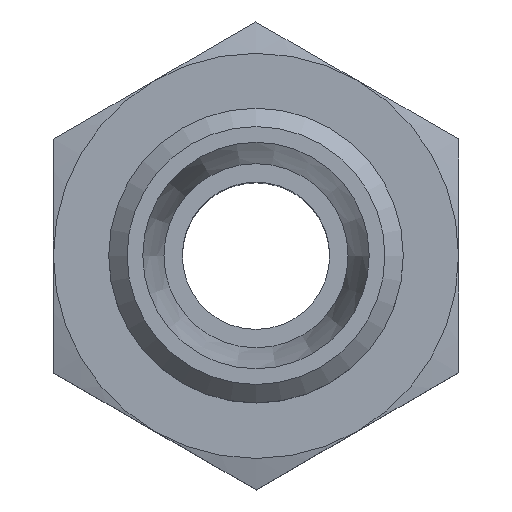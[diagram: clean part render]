
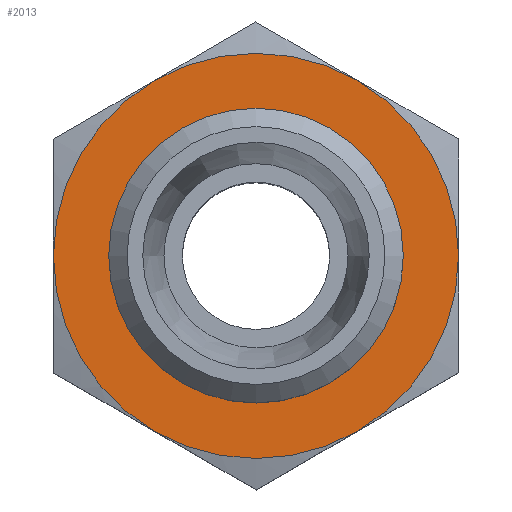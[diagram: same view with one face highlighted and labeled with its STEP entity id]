
A CAD part, top view. The second image highlights one B-rep face of the part: STEP entity #2013.
In plain terms, the highlighted planar face has unit normal (0, 0, 1).
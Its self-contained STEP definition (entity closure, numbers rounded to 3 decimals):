
#1463=CARTESIAN_POINT('',(0.07,-0.488,20.5));
#1464=VERTEX_POINT('',#1463);
#1517=CARTESIAN_POINT('',(5.565,9.041,20.5));
#1518=VERTEX_POINT('',#1517);
#1532=CARTESIAN_POINT('',(5.565,9.035,20.5));
#1533=VERTEX_POINT('',#1532);
#1534=CARTESIAN_POINT('',(5.565,9.041,20.5));
#1535=DIRECTION('',(0.001,-1.,0.0));
#1536=VECTOR('',#1535,0.006);
#1537=LINE('',#1534,#1536);
#1538=EDGE_CURVE('',#1518,#1533,#1537,.T.);
#1591=CARTESIAN_POINT('',(0.059,18.564,20.5));
#1592=VERTEX_POINT('',#1591);
#1760=CARTESIAN_POINT('',(-10.941,18.558,20.5));
#1761=VERTEX_POINT('',#1760);
#1807=CARTESIAN_POINT('',(-16.435,9.028,20.5));
#1808=VERTEX_POINT('',#1807);
#1866=CARTESIAN_POINT('',(-5.435,9.035,20.5));
#1867=DIRECTION('',(0.0,0.0,1.0));
#1868=DIRECTION('',(-1.0,0.0,0.0));
#1869=AXIS2_PLACEMENT_3D('',#1866,#1867,#1868);
#1870=CIRCLE('',#1869,11.0);
#1871=EDGE_CURVE('',#1518,#1592,#1870,.T.);
#1884=CARTESIAN_POINT('',(-5.435,9.035,20.5));
#1885=DIRECTION('',(0.0,0.0,1.0));
#1886=DIRECTION('',(-1.0,0.0,0.0));
#1887=AXIS2_PLACEMENT_3D('',#1884,#1885,#1886);
#1888=CIRCLE('',#1887,11.0);
#1889=EDGE_CURVE('',#1464,#1533,#1888,.T.);
#1900=CARTESIAN_POINT('',(-5.435,9.035,20.5));
#1901=DIRECTION('',(0.0,0.0,1.0));
#1902=DIRECTION('',(-1.0,0.0,0.0));
#1903=AXIS2_PLACEMENT_3D('',#1900,#1901,#1902);
#1904=CIRCLE('',#1903,11.0);
#1905=EDGE_CURVE('',#1592,#1761,#1904,.T.);
#1916=CARTESIAN_POINT('',(-10.93,-0.495,20.5));
#1917=VERTEX_POINT('',#1916);
#1932=CARTESIAN_POINT('',(-5.435,9.035,20.5));
#1933=DIRECTION('',(0.0,0.0,1.0));
#1934=DIRECTION('',(-1.0,0.0,0.0));
#1935=AXIS2_PLACEMENT_3D('',#1932,#1933,#1934);
#1936=CIRCLE('',#1935,11.0);
#1937=EDGE_CURVE('',#1917,#1464,#1936,.T.);
#1948=CARTESIAN_POINT('',(-5.435,9.035,20.5));
#1949=DIRECTION('',(0.0,0.0,1.0));
#1950=DIRECTION('',(-1.0,0.0,0.0));
#1951=AXIS2_PLACEMENT_3D('',#1948,#1949,#1950);
#1952=CIRCLE('',#1951,11.0);
#1953=EDGE_CURVE('',#1761,#1808,#1952,.T.);
#1978=CARTESIAN_POINT('',(-5.435,9.035,20.5));
#1979=DIRECTION('',(0.0,0.0,1.0));
#1980=DIRECTION('',(-1.0,0.0,0.0));
#1981=AXIS2_PLACEMENT_3D('',#1978,#1979,#1980);
#1982=CIRCLE('',#1981,11.0);
#1983=EDGE_CURVE('',#1808,#1917,#1982,.T.);
#1988=CARTESIAN_POINT('',(-5.435,9.035,20.5));
#1989=DIRECTION('',(0.0,0.0,1.0));
#1990=DIRECTION('',(1.0,0.0,0.0));
#1991=AXIS2_PLACEMENT_3D('',#1988,#1989,#1990);
#1992=PLANE('',#1991);
#1993=ORIENTED_EDGE('',*,*,#1871,.T.);
#1994=ORIENTED_EDGE('',*,*,#1905,.T.);
#1995=ORIENTED_EDGE('',*,*,#1953,.T.);
#1996=ORIENTED_EDGE('',*,*,#1983,.T.);
#1997=ORIENTED_EDGE('',*,*,#1937,.T.);
#1998=ORIENTED_EDGE('',*,*,#1889,.T.);
#1999=ORIENTED_EDGE('',*,*,#1538,.F.);
#2000=EDGE_LOOP('',(#1993,#1994,#1995,#1996,#1997,#1998,#1999));
#2001=FACE_OUTER_BOUND('',#2000,.T.);
#2002=CARTESIAN_POINT('',(2.415,9.035,20.5));
#2003=VERTEX_POINT('',#2002);
#2004=CARTESIAN_POINT('',(-5.435,9.035,20.5));
#2005=DIRECTION('',(0.0,0.0,1.0));
#2006=DIRECTION('',(-1.0,0.0,0.0));
#2007=AXIS2_PLACEMENT_3D('',#2004,#2005,#2006);
#2008=CIRCLE('',#2007,7.85);
#2009=EDGE_CURVE('',#2003,#2003,#2008,.T.);
#2010=ORIENTED_EDGE('',*,*,#2009,.F.);
#2011=EDGE_LOOP('',(#2010));
#2012=FACE_BOUND('',#2011,.T.);
#2013=ADVANCED_FACE('',(#2001,#2012),#1992,.T.);
